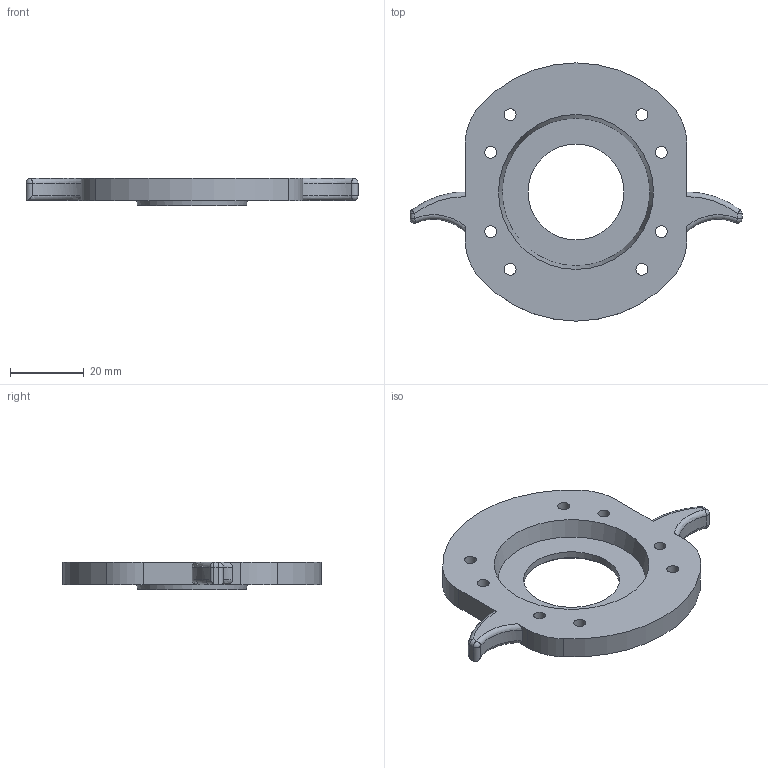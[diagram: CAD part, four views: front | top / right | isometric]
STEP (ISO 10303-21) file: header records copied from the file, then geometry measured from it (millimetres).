
FILE_DESCRIPTION(/* description */ ('STEP AP242','CAx-IF Rec.Pracs.---Representation and Presentation of Product Manufacturing Information (PMI)---4.0---2014-10-13','CAx-IF Rec.Pracs.---3D Tessellated Geometry---0.4---2014-09-14','2;1'),/* implementation_level */ '2;1');
FILE_NAME(/* name */ '633f26d919526f37e65d5006',/* time_stamp */ '2022-10-06T19:04:57+00:00',/* author */ (''),/* organization */ (''),/* preprocessor_version */ 'ST-DEVELOPER v18.102',/* originating_system */ ' ',/* authorisation */ ' ');
FILE_SCHEMA (('AP242_MANAGED_MODEL_BASED_3D_ENGINEERING_MIM_LF { 1 0 10303 442 1 1 4 }'));
Length unit declared in the file: metre
Products named in the file (1): Part 38
Bounding box: 90 x 70 x 7.38 mm (x, y, z)
Volume: 15388.3 mm3; surface area: 9187.6 mm2
Topology: 1 solids, 1 shells, 53 faces, 144 edges, 89 vertices
Faces by surface type: cylinder 26, plane 10, torus 8, sphere 6, cone 3
Full cylindrical faces by diameter (mm): 3.2 x4, 3.25 x4, 26 x1
Entity records: 1598 total; most frequent: CARTESIAN_POINT 323, DIRECTION 275, ORIENTED_EDGE 232, AXIS2_PLACEMENT_3D 120, EDGE_CURVE 116, EDGE_LOOP 85, FACE_BOUND 85, VERTEX_POINT 79
